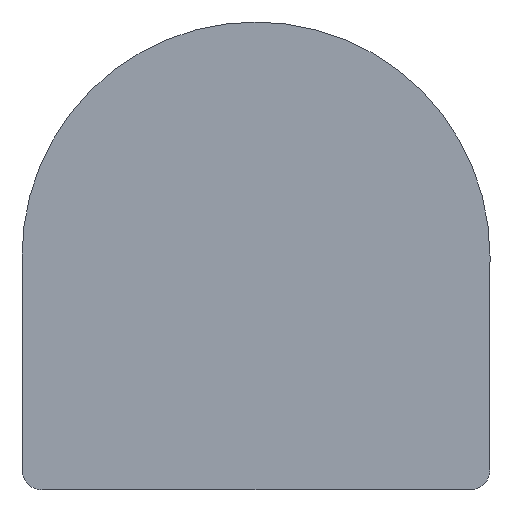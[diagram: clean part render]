
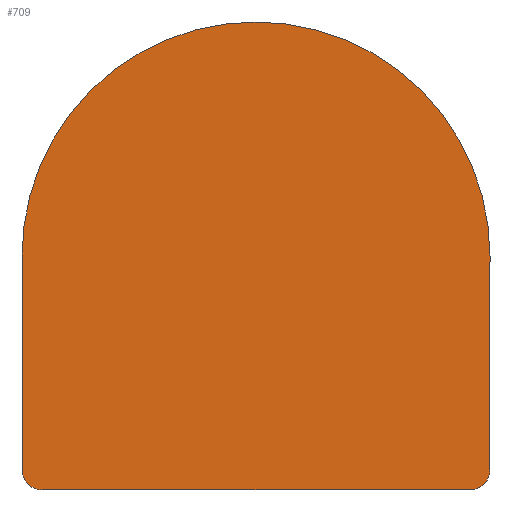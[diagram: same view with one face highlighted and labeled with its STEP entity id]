
A CAD part, front view. The second image highlights one B-rep face of the part: STEP entity #709.
In plain terms, the highlighted planar face has unit normal (0, -1, 0).
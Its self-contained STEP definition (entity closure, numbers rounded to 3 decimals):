
#6 = B_SPLINE_CURVE_WITH_KNOTS ( 'NONE', 3,
 ( #350, #260, #729, #113, #663, #40, #594, #426, #208, #184, #122, #431, #907, #751, #517, #986, #506, #568, #355, #829, #128, #818, #658, #734, #118, #34, #201, #359, #512, #344, #669, #277, #975, #495, #740, #51, #963, #576 ),
 .UNSPECIFIED., .F., .F.,
 ( 4, 2, 2, 2, 2, 2, 2, 2, 2, 2, 2, 2, 2, 2, 2, 2, 2, 2, 4 ),
 ( 0., 0.001, 0.003, 0.006, 0.011, 0.022, 0.033, 0.045, 0.056, 0.067, 0.089, 0.111, 0.134, 0.156, 0.167, 0.173, 0.175, 0.177, 0.178 ),
 .UNSPECIFIED. ) ;
#10 = VERTEX_POINT ( 'NONE', #567 ) ;
#34 = CARTESIAN_POINT ( 'NONE',  ( 45.589, -113., -33.178 ) ) ;
#35 = VECTOR ( 'NONE', #788, 1000. ) ;
#40 = CARTESIAN_POINT ( 'NONE',  ( -56.887, -113., -64.469 ) ) ;
#51 = CARTESIAN_POINT ( 'NONE',  ( 56.994, -113., -67.247 ) ) ;
#62 = EDGE_CURVE ( 'NONE', #627, #476, #195, .T. ) ;
#113 = CARTESIAN_POINT ( 'NONE',  ( -56.97, -113., -66.302 ) ) ;
#118 = CARTESIAN_POINT ( 'NONE',  ( 35.044, -113., -22.622 ) ) ;
#122 = CARTESIAN_POINT ( 'NONE',  ( -54.091, -113., -49.834 ) ) ;
#128 = CARTESIAN_POINT ( 'NONE',  ( -7.456, -113., -11.192 ) ) ;
#151 = CARTESIAN_POINT ( 'NONE',  ( 57., -113., -125.194 ) ) ;
#160 = CARTESIAN_POINT ( 'NONE',  ( -57., -113., -120.197 ) ) ;
#177 = ORIENTED_EDGE ( 'NONE', *, *, #404, .T. ) ;
#184 = CARTESIAN_POINT ( 'NONE',  ( -55.178, -113., -53.423 ) ) ;
#195 =( BOUNDED_CURVE ( )  B_SPLINE_CURVE ( 3, ( #746, #985, #369, #435 ),
 .UNSPECIFIED., .F., .T. ) 
 B_SPLINE_CURVE_WITH_KNOTS ( ( 4, 4 ),
 ( 5.498, 7.068 ),
 .UNSPECIFIED. ) 
 CURVE ( )  GEOMETRIC_REPRESENTATION_ITEM ( )  RATIONAL_B_SPLINE_CURVE ( ( 1., 0.805, 0.805, 1. ) ) 
 REPRESENTATION_ITEM ( '' )  );
#201 = CARTESIAN_POINT ( 'NONE',  ( 49.813, -113., -39.508 ) ) ;
#208 = CARTESIAN_POINT ( 'NONE',  ( -56.268, -113., -58.896 ) ) ;
#260 = CARTESIAN_POINT ( 'NONE',  ( -56.995, -113., -67.729 ) ) ;
#275 = EDGE_CURVE ( 'NONE', #627, #718, #540, .T. ) ;
#277 = CARTESIAN_POINT ( 'NONE',  ( 56.816, -113., -63.53 ) ) ;
#278 = CARTESIAN_POINT ( 'NONE',  ( -52.003, -113., -125.194 ) ) ;
#295 = VECTOR ( 'NONE', #776, 1000. ) ;
#308 = DIRECTION ( 'NONE',  ( 0., 0., 1. ) ) ;
#313 = EDGE_CURVE ( 'NONE', #724, #494, #463, .T. ) ;
#344 = CARTESIAN_POINT ( 'NONE',  ( 56.269, -113., -58.905 ) ) ;
#350 = CARTESIAN_POINT ( 'NONE',  ( -57., -113., -68.208 ) ) ;
#355 = CARTESIAN_POINT ( 'NONE',  ( -25.256, -113., -16.958 ) ) ;
#359 = CARTESIAN_POINT ( 'NONE',  ( 54.094, -113., -49.838 ) ) ;
#362 =( BOUNDED_CURVE ( )  B_SPLINE_CURVE ( 3, ( #367, #912, #741, #278 ),
 .UNSPECIFIED., .F., .T. ) 
 B_SPLINE_CURVE_WITH_KNOTS ( ( 4, 4 ),
 ( 5.498, 7.068 ),
 .UNSPECIFIED. ) 
 CURVE ( )  GEOMETRIC_REPRESENTATION_ITEM ( )  RATIONAL_B_SPLINE_CURVE ( ( 1., 0.805, 0.805, 1. ) ) 
 REPRESENTATION_ITEM ( '' )  );
#367 = CARTESIAN_POINT ( 'NONE',  ( -57., -113., -120.197 ) ) ;
#369 = CARTESIAN_POINT ( 'NONE',  ( 57., -113., -123.125 ) ) ;
#402 = ORIENTED_EDGE ( 'NONE', *, *, #62, .T. ) ;
#404 = EDGE_CURVE ( 'NONE', #724, #718, #362, .T. ) ;
#418 = EDGE_CURVE ( 'NONE', #10, #476, #507, .T. ) ;
#426 = CARTESIAN_POINT ( 'NONE',  ( -56.541, -113., -60.734 ) ) ;
#431 = CARTESIAN_POINT ( 'NONE',  ( -51.236, -113., -42.937 ) ) ;
#435 = CARTESIAN_POINT ( 'NONE',  ( 57., -113., -120.197 ) ) ;
#463 = LINE ( 'NONE', #1015, #35 ) ;
#476 = VERTEX_POINT ( 'NONE', #752 ) ;
#494 = VERTEX_POINT ( 'NONE', #884 ) ;
#495 = CARTESIAN_POINT ( 'NONE',  ( 56.954, -113., -65.858 ) ) ;
#505 = ORIENTED_EDGE ( 'NONE', *, *, #275, .F. ) ;
#506 = CARTESIAN_POINT ( 'NONE',  ( -34.769, -113., -22.872 ) ) ;
#507 = LINE ( 'NONE', #513, #802 ) ;
#512 = CARTESIAN_POINT ( 'NONE',  ( 55.178, -113., -53.42 ) ) ;
#513 = CARTESIAN_POINT ( 'NONE',  ( 57., -113., -68.202 ) ) ;
#517 = CARTESIAN_POINT ( 'NONE',  ( -42.937, -113., -30.521 ) ) ;
#530 = EDGE_CURVE ( 'NONE', #494, #10, #6, .T. ) ;
#540 = LINE ( 'NONE', #151, #295 ) ;
#567 = CARTESIAN_POINT ( 'NONE',  ( 57., -113., -68.202 ) ) ;
#568 = CARTESIAN_POINT ( 'NONE',  ( -28.566, -113., -18.728 ) ) ;
#575 = ORIENTED_EDGE ( 'NONE', *, *, #313, .F. ) ;
#576 = CARTESIAN_POINT ( 'NONE',  ( 57., -113., -68.202 ) ) ;
#594 = CARTESIAN_POINT ( 'NONE',  ( -56.817, -113., -63.53 ) ) ;
#627 = VERTEX_POINT ( 'NONE', #890 ) ;
#657 = EDGE_LOOP ( 'NONE', ( #505, #402, #950, #699, #575, #177 ) ) ;
#658 = CARTESIAN_POINT ( 'NONE',  ( 14.935, -113., -12.683 ) ) ;
#663 = CARTESIAN_POINT ( 'NONE',  ( -56.954, -113., -65.847 ) ) ;
#669 = CARTESIAN_POINT ( 'NONE',  ( 56.543, -113., -60.752 ) ) ;
#698 = CARTESIAN_POINT ( 'NONE',  ( 0.005, -113., -11.194 ) ) ;
#699 = ORIENTED_EDGE ( 'NONE', *, *, #530, .F. ) ;
#709 = ADVANCED_FACE ( 'NONE', ( #789 ), #876, .F. ) ;
#718 = VERTEX_POINT ( 'NONE', #949 ) ;
#724 = VERTEX_POINT ( 'NONE', #160 ) ;
#729 = CARTESIAN_POINT ( 'NONE',  ( -56.991, -113., -67.243 ) ) ;
#734 = CARTESIAN_POINT ( 'NONE',  ( 28.724, -113., -18.396 ) ) ;
#740 = CARTESIAN_POINT ( 'NONE',  ( 56.972, -113., -66.327 ) ) ;
#741 = CARTESIAN_POINT ( 'NONE',  ( -54.931, -113., -125.194 ) ) ;
#746 = CARTESIAN_POINT ( 'NONE',  ( 52.003, -113., -125.194 ) ) ;
#751 = CARTESIAN_POINT ( 'NONE',  ( -45.319, -113., -33.421 ) ) ;
#752 = CARTESIAN_POINT ( 'NONE',  ( 57., -113., -120.197 ) ) ;
#776 = DIRECTION ( 'NONE',  ( -1., 0., 0. ) ) ;
#788 = DIRECTION ( 'NONE',  ( 0., 0., 1. ) ) ;
#789 = FACE_OUTER_BOUND ( 'NONE', #657, .T. ) ;
#802 = VECTOR ( 'NONE', #996, 1000. ) ;
#818 = CARTESIAN_POINT ( 'NONE',  ( 7.466, -113., -11.196 ) ) ;
#829 = CARTESIAN_POINT ( 'NONE',  ( -14.91, -113., -12.675 ) ) ;
#876 = PLANE ( 'NONE',  #933 ) ;
#884 = CARTESIAN_POINT ( 'NONE',  ( -57., -113., -68.208 ) ) ;
#890 = CARTESIAN_POINT ( 'NONE',  ( 52.003, -113., -125.194 ) ) ;
#907 = CARTESIAN_POINT ( 'NONE',  ( -49.468, -113., -39.629 ) ) ;
#912 = CARTESIAN_POINT ( 'NONE',  ( -57., -113., -123.125 ) ) ;
#933 = AXIS2_PLACEMENT_3D ( 'NONE', #698, #1016, #308 ) ;
#949 = CARTESIAN_POINT ( 'NONE',  ( -52.003, -113., -125.194 ) ) ;
#950 = ORIENTED_EDGE ( 'NONE', *, *, #418, .F. ) ;
#963 = CARTESIAN_POINT ( 'NONE',  ( 56.997, -113., -67.711 ) ) ;
#975 = CARTESIAN_POINT ( 'NONE',  ( 56.885, -113., -64.458 ) ) ;
#985 = CARTESIAN_POINT ( 'NONE',  ( 54.931, -113., -125.194 ) ) ;
#986 = CARTESIAN_POINT ( 'NONE',  ( -37.663, -113., -25.246 ) ) ;
#996 = DIRECTION ( 'NONE',  ( 0., 0., -1. ) ) ;
#1015 = CARTESIAN_POINT ( 'NONE',  ( -57., -113., -68.208 ) ) ;
#1016 = DIRECTION ( 'NONE',  ( 0., 1., 0. ) ) ;
